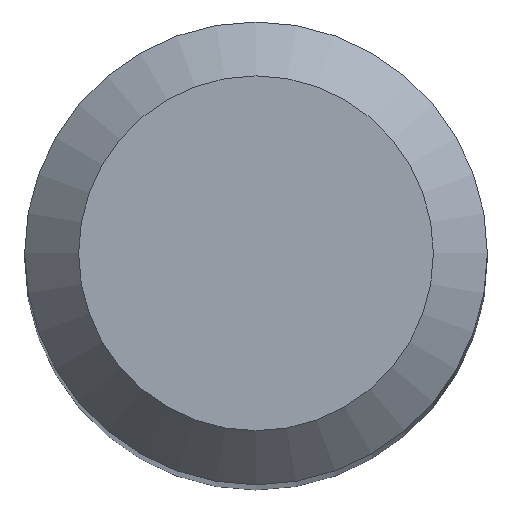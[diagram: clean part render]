
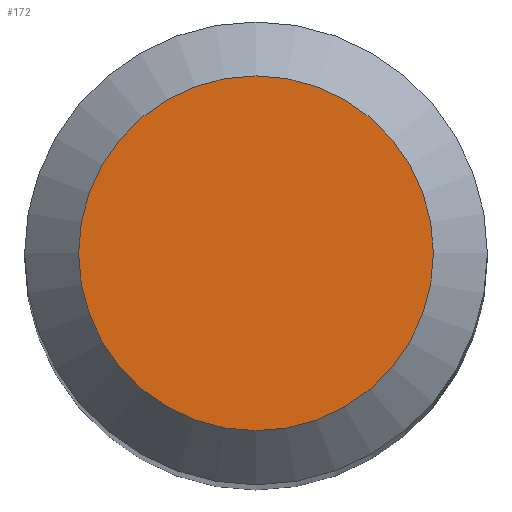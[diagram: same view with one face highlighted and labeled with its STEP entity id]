
A CAD part, top view. The second image highlights one B-rep face of the part: STEP entity #172.
In plain terms, the highlighted planar face has unit normal (0, 0, 1).
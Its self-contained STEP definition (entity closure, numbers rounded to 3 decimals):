
#28 = AXIS2_PLACEMENT_3D ( 'NONE', #133, #70, #242 ) ;
#31 = EDGE_LOOP ( 'NONE', ( #194 ) ) ;
#60 = VERTEX_POINT ( 'NONE', #139 ) ;
#70 = DIRECTION ( 'NONE',  ( 0., 0., -1. ) ) ;
#95 = EDGE_CURVE ( 'NONE', #60, #60, #232, .T. ) ;
#96 = PLANE ( 'NONE',  #136 ) ;
#101 = DIRECTION ( 'NONE',  ( 0., 0., -1. ) ) ;
#117 = DIRECTION ( 'NONE',  ( 0., 1., 0. ) ) ;
#133 = CARTESIAN_POINT ( 'NONE',  ( 0., 0., 62. ) ) ;
#136 = AXIS2_PLACEMENT_3D ( 'NONE', #217, #101, #117 ) ;
#139 = CARTESIAN_POINT ( 'NONE',  ( 0., 2.3, 62. ) ) ;
#172 = ADVANCED_FACE ( 'NONE', ( #238 ), #96, .F. ) ;
#194 = ORIENTED_EDGE ( 'NONE', *, *, #95, .F. ) ;
#217 = CARTESIAN_POINT ( 'NONE',  ( 0., 0., 62. ) ) ;
#232 = CIRCLE ( 'NONE', #28, 2.3 ) ;
#238 = FACE_OUTER_BOUND ( 'NONE', #31, .T. ) ;
#242 = DIRECTION ( 'NONE',  ( 0., 1., 0. ) ) ;
